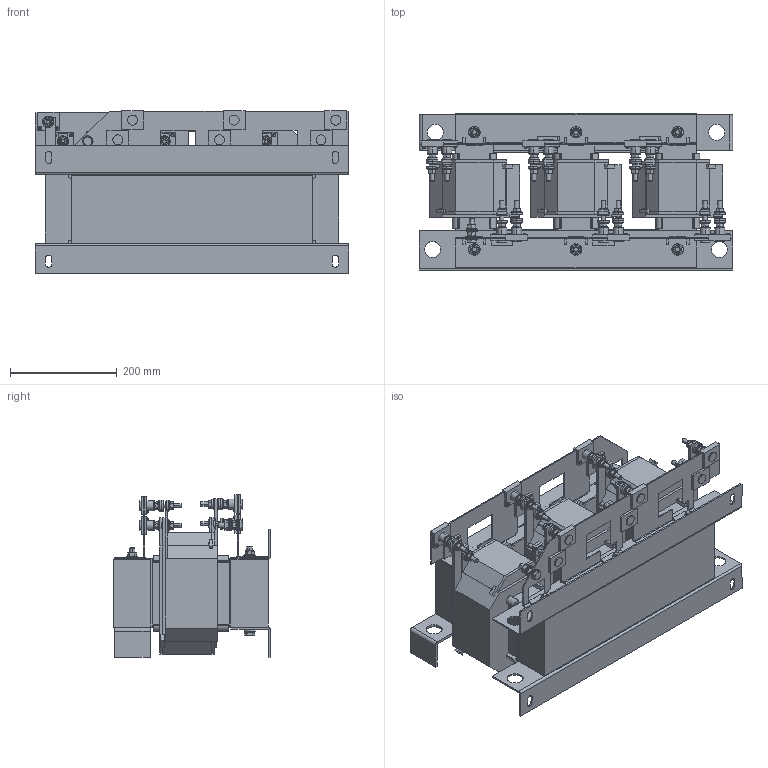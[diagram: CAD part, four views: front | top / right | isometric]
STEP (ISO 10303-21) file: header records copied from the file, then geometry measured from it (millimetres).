
FILE_DESCRIPTION (( 'STEP AP214' ), '1' );
FILE_NAME ('194233.STEP', '2020-05-29T00:40:28', ( '' ), ( '' ), 'SwSTEP 2.0', 'SolidWorks 2018', '' );
FILE_SCHEMA (( 'AUTOMOTIVE_DESIGN' ));
Length unit declared in the file: millimetre
Products named in the file (1): 194233
Bounding box: 586 x 293.55 x 303.8 mm (x, y, z)
Volume: 21291941.9 mm3; surface area: 1380779.8 mm2
Topology: 1 solids, 1 shells, 2414 faces, 5877 edges, 3623 vertices
Faces by surface type: plane 1323, cylinder 423, cone 370, bspline 258, torus 40
Entity records: 79621 total; most frequent: CARTESIAN_POINT 24883, ORIENTED_EDGE 11754, DIRECTION 10717, EDGE_CURVE 5877, AXIS2_PLACEMENT_3D 3751, VERTEX_POINT 3623, LINE 3215, VECTOR 3215
